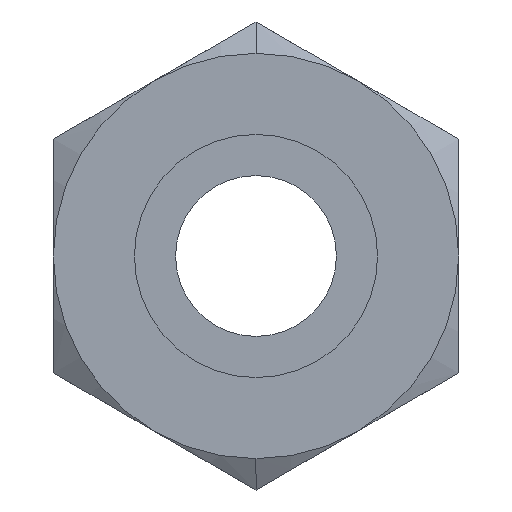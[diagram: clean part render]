
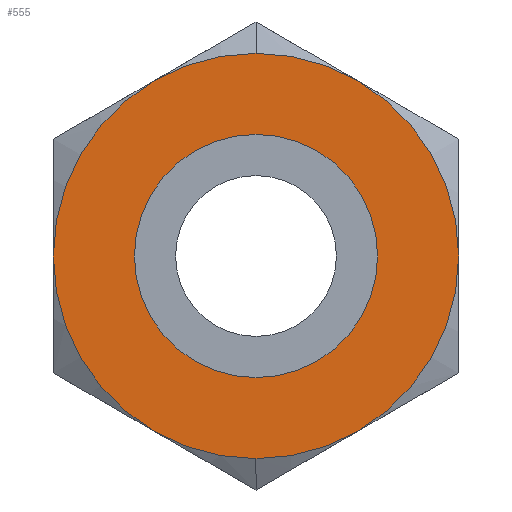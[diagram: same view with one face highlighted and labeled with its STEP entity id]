
A CAD part, left-side view. The second image highlights one B-rep face of the part: STEP entity #555.
In plain terms, the highlighted planar face has unit normal (-1, 0, 0).
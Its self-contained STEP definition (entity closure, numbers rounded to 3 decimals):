
#165 = DIRECTION ( 'NONE',  ( 0., 0., 1. ) ) ;
#183 = DIRECTION ( 'NONE',  ( 1., 0., 0. ) ) ;
#555 = ADVANCED_FACE ( 'NONE', ( #4606, #6170 ), #4749, .T. ) ;
#1647 = EDGE_CURVE ( 'NONE', #7699, #9713, #9542, .T. ) ;
#1838 = CIRCLE ( 'NONE', #3253, 15. ) ;
#1923 = ORIENTED_EDGE ( 'NONE', *, *, #7294, .F. ) ;
#1992 = CARTESIAN_POINT ( 'NONE',  ( 0., 0., 0. ) ) ;
#2045 = DIRECTION ( 'NONE',  ( 0., 0., 1. ) ) ;
#2167 = VERTEX_POINT ( 'NONE', #7810 ) ;
#3065 = DIRECTION ( 'NONE',  ( 1., 0., 0. ) ) ;
#3180 = CARTESIAN_POINT ( 'NONE',  ( 0., 0., 0. ) ) ;
#3253 = AXIS2_PLACEMENT_3D ( 'NONE', #3180, #4860, #5502 ) ;
#3683 = EDGE_LOOP ( 'NONE', ( #4991, #1923 ) ) ;
#3904 = ORIENTED_EDGE ( 'NONE', *, *, #5592, .T. ) ;
#4385 = CARTESIAN_POINT ( 'NONE',  ( 0., 0., 9. ) ) ;
#4441 = AXIS2_PLACEMENT_3D ( 'NONE', #6923, #183, #6188 ) ;
#4455 = DIRECTION ( 'NONE',  ( 0., 0., -1. ) ) ;
#4606 = FACE_BOUND ( 'NONE', #7074, .T. ) ;
#4611 = CARTESIAN_POINT ( 'NONE',  ( 0., 0., -15. ) ) ;
#4749 = PLANE ( 'NONE',  #5869 ) ;
#4860 = DIRECTION ( 'NONE',  ( 1., 0., 0. ) ) ;
#4919 = VERTEX_POINT ( 'NONE', #4611 ) ;
#4955 = CARTESIAN_POINT ( 'NONE',  ( 0., 0., -9. ) ) ;
#4991 = ORIENTED_EDGE ( 'NONE', *, *, #7637, .F. ) ;
#5502 = DIRECTION ( 'NONE',  ( 0., 0., -1. ) ) ;
#5592 = EDGE_CURVE ( 'NONE', #9713, #7699, #8666, .T. ) ;
#5637 = CIRCLE ( 'NONE', #5803, 15. ) ;
#5803 = AXIS2_PLACEMENT_3D ( 'NONE', #1992, #9530, #2045 ) ;
#5869 = AXIS2_PLACEMENT_3D ( 'NONE', #6996, #7735, #165 ) ;
#6066 = CARTESIAN_POINT ( 'NONE',  ( 0., 0., 0. ) ) ;
#6170 = FACE_OUTER_BOUND ( 'NONE', #3683, .T. ) ;
#6188 = DIRECTION ( 'NONE',  ( 0., 0., 1. ) ) ;
#6923 = CARTESIAN_POINT ( 'NONE',  ( 0., 0., 0. ) ) ;
#6996 = CARTESIAN_POINT ( 'NONE',  ( 0., 0., 7.5 ) ) ;
#7074 = EDGE_LOOP ( 'NONE', ( #9592, #3904 ) ) ;
#7294 = EDGE_CURVE ( 'NONE', #4919, #2167, #1838, .T. ) ;
#7637 = EDGE_CURVE ( 'NONE', #2167, #4919, #5637, .T. ) ;
#7699 = VERTEX_POINT ( 'NONE', #4955 ) ;
#7735 = DIRECTION ( 'NONE',  ( -1., 0., 0. ) ) ;
#7810 = CARTESIAN_POINT ( 'NONE',  ( 0., 0., 15. ) ) ;
#7956 = AXIS2_PLACEMENT_3D ( 'NONE', #6066, #3065, #4455 ) ;
#8666 = CIRCLE ( 'NONE', #4441, 9. ) ;
#9530 = DIRECTION ( 'NONE',  ( 1., 0., 0. ) ) ;
#9542 = CIRCLE ( 'NONE', #7956, 9. ) ;
#9592 = ORIENTED_EDGE ( 'NONE', *, *, #1647, .T. ) ;
#9713 = VERTEX_POINT ( 'NONE', #4385 ) ;
